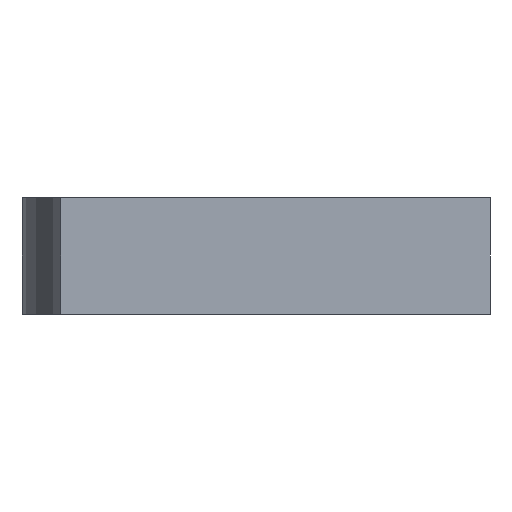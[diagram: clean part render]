
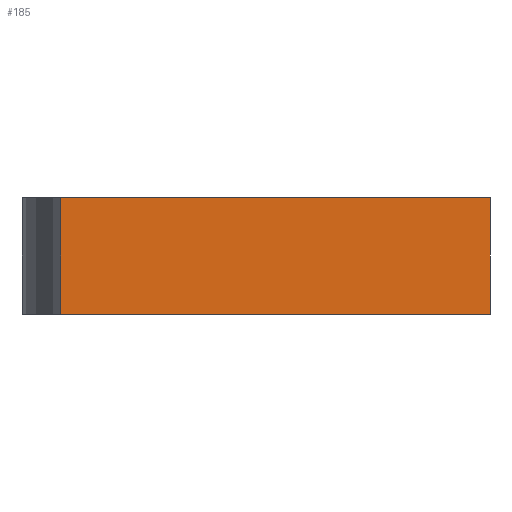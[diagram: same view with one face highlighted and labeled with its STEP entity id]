
A CAD part, front view. The second image highlights one B-rep face of the part: STEP entity #185.
In plain terms, the highlighted planar face has unit normal (0, -1, 0).
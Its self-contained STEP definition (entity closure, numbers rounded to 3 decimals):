
#27=FACE_OUTER_BOUND('',#37,.T.);
#37=EDGE_LOOP('',(#141,#142,#143,#144));
#46=LINE('',#275,#66);
#56=LINE('',#299,#76);
#57=LINE('',#301,#77);
#58=LINE('',#302,#78);
#66=VECTOR('',#224,10.);
#76=VECTOR('',#244,10.);
#77=VECTOR('',#247,10.);
#78=VECTOR('',#248,10.);
#86=VERTEX_POINT('',#272);
#87=VERTEX_POINT('',#274);
#95=VERTEX_POINT('',#295);
#96=VERTEX_POINT('',#297);
#102=EDGE_CURVE('',#86,#87,#46,.T.);
#114=EDGE_CURVE('',#95,#96,#56,.T.);
#115=EDGE_CURVE('',#95,#86,#57,.T.);
#116=EDGE_CURVE('',#96,#87,#58,.T.);
#141=ORIENTED_EDGE('',*,*,#115,.F.);
#142=ORIENTED_EDGE('',*,*,#114,.T.);
#143=ORIENTED_EDGE('',*,*,#116,.T.);
#144=ORIENTED_EDGE('',*,*,#102,.F.);
#176=PLANE('',#211);
#185=ADVANCED_FACE('',(#27),#176,.T.);
#211=AXIS2_PLACEMENT_3D('',#300,#245,#246);
#224=DIRECTION('',(0.,0.,1.));
#244=DIRECTION('',(0.,0.,1.));
#245=DIRECTION('center_axis',(0.,-1.,0.));
#246=DIRECTION('ref_axis',(1.,0.,0.));
#247=DIRECTION('',(-1.,0.,0.));
#248=DIRECTION('',(-1.,0.,0.));
#272=CARTESIAN_POINT('',(-2.5,-15.686,0.));
#274=CARTESIAN_POINT('',(-2.5,-15.686,1.5));
#275=CARTESIAN_POINT('',(-2.5,-15.686,0.));
#295=CARTESIAN_POINT('',(3.,-15.686,0.));
#297=CARTESIAN_POINT('',(3.,-15.686,1.5));
#299=CARTESIAN_POINT('',(3.,-15.686,0.));
#300=CARTESIAN_POINT('Origin',(-1.,-15.686,0.));
#301=CARTESIAN_POINT('',(-1.,-15.686,0.));
#302=CARTESIAN_POINT('',(-1.,-15.686,1.5));
